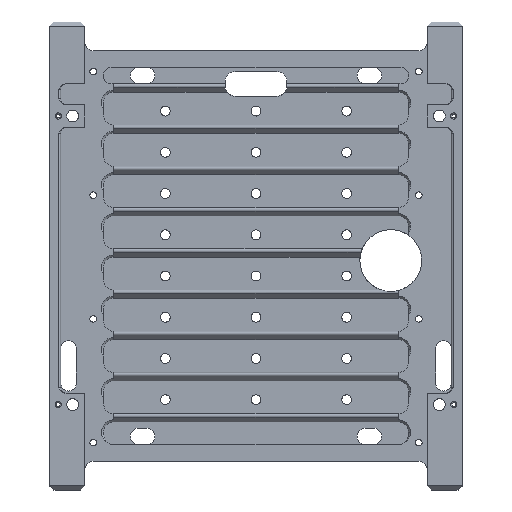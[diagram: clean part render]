
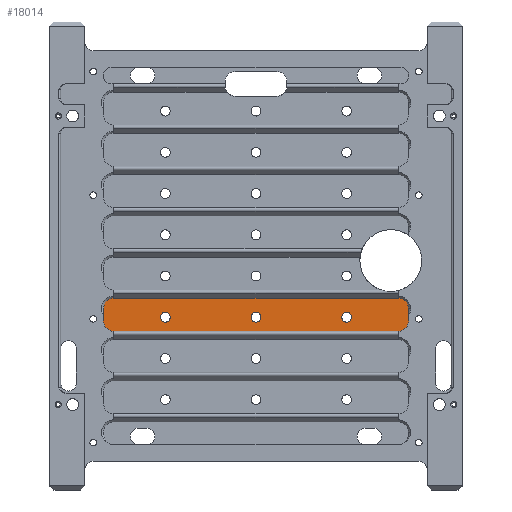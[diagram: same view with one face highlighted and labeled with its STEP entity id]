
A CAD part, top view. The second image highlights one B-rep face of the part: STEP entity #18014.
In plain terms, the highlighted planar face has unit normal (0, 0, 1).
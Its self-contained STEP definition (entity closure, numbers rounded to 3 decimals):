
#100 = FACE_BOUND ( 'NONE', #35134, .T. ) ;
#159 = VERTEX_POINT ( 'NONE', #15003 ) ;
#270 = DIRECTION ( 'NONE',  ( 0., 0., 1. ) ) ;
#353 = AXIS2_PLACEMENT_3D ( 'NONE', #6649, #20634, #41087 ) ;
#1518 = EDGE_CURVE ( 'NONE', #8260, #35473, #6817, .T. ) ;
#1598 = DIRECTION ( 'NONE',  ( 1., 0., 0. ) ) ;
#2716 = ORIENTED_EDGE ( 'NONE', *, *, #36805, .F. ) ;
#2770 = ORIENTED_EDGE ( 'NONE', *, *, #44120, .F. ) ;
#2830 = EDGE_CURVE ( 'NONE', #20703, #38601, #2868, .T. ) ;
#2868 = CIRCLE ( 'NONE', #17291, 1.2 ) ;
#2870 = VERTEX_POINT ( 'NONE', #28512 ) ;
#3711 = EDGE_CURVE ( 'NONE', #159, #11867, #4744, .T. ) ;
#4641 = VERTEX_POINT ( 'NONE', #18292 ) ;
#4744 = LINE ( 'NONE', #43013, #11599 ) ;
#6649 = CARTESIAN_POINT ( 'NONE',  ( 0., 0., 0. ) ) ;
#6817 = LINE ( 'NONE', #37447, #10110 ) ;
#7377 = EDGE_CURVE ( 'NONE', #27296, #35473, #17857, .T. ) ;
#8260 = VERTEX_POINT ( 'NONE', #26457 ) ;
#8658 = DIRECTION ( 'NONE',  ( 0., 0., 1. ) ) ;
#9268 = DIRECTION ( 'NONE',  ( 0., 0., 1. ) ) ;
#10110 = VECTOR ( 'NONE', #20577, 1000. ) ;
#10543 = CIRCLE ( 'NONE', #15569, 1.2 ) ;
#11071 = DIRECTION ( 'NONE',  ( 0., 1., 0. ) ) ;
#11599 = VECTOR ( 'NONE', #1598, 1000. ) ;
#11867 = VERTEX_POINT ( 'NONE', #23472 ) ;
#11917 = EDGE_LOOP ( 'NONE', ( #17132, #43034 ) ) ;
#11987 = EDGE_CURVE ( 'NONE', #20527, #4641, #41073, .T. ) ;
#12420 = ORIENTED_EDGE ( 'NONE', *, *, #1518, .F. ) ;
#12816 = DIRECTION ( 'NONE',  ( 0., 0., 1. ) ) ;
#12833 = AXIS2_PLACEMENT_3D ( 'NONE', #16615, #27411, #23388 ) ;
#12997 = CARTESIAN_POINT ( 'NONE',  ( 0., -14.85, 0. ) ) ;
#13022 = CARTESIAN_POINT ( 'NONE',  ( 34.5, -12.75, 0. ) ) ;
#13476 = DIRECTION ( 'NONE',  ( 0., 0., 1. ) ) ;
#14017 = DIRECTION ( 'NONE',  ( 1., 0., 0. ) ) ;
#14067 = FACE_OUTER_BOUND ( 'NONE', #29907, .T. ) ;
#14680 = ORIENTED_EDGE ( 'NONE', *, *, #18670, .T. ) ;
#14776 = CARTESIAN_POINT ( 'NONE',  ( 37., -15.75, 0. ) ) ;
#14898 = ORIENTED_EDGE ( 'NONE', *, *, #38063, .F. ) ;
#15003 = CARTESIAN_POINT ( 'NONE',  ( -34.5, -10.25, 0. ) ) ;
#15428 = CARTESIAN_POINT ( 'NONE',  ( 22., -14.85, 0. ) ) ;
#15569 = AXIS2_PLACEMENT_3D ( 'NONE', #43645, #12816, #26545 ) ;
#16615 = CARTESIAN_POINT ( 'NONE',  ( 34.5, -15.75, 0. ) ) ;
#16743 = DIRECTION ( 'NONE',  ( 1., 0., 0. ) ) ;
#16797 = PLANE ( 'NONE',  #353 ) ;
#17132 = ORIENTED_EDGE ( 'NONE', *, *, #27138, .F. ) ;
#17291 = AXIS2_PLACEMENT_3D ( 'NONE', #12997, #39362, #33067 ) ;
#17328 = CIRCLE ( 'NONE', #32400, 1.2 ) ;
#17857 = CIRCLE ( 'NONE', #12833, 2.5 ) ;
#18014 = ADVANCED_FACE ( 'NONE', ( #37069, #100, #34582, #14067 ), #16797, .T. ) ;
#18023 = ORIENTED_EDGE ( 'NONE', *, *, #7377, .T. ) ;
#18274 = CARTESIAN_POINT ( 'NONE',  ( -34.5, -15.75, 0. ) ) ;
#18292 = CARTESIAN_POINT ( 'NONE',  ( -34.5, -18.25, 0. ) ) ;
#18670 = EDGE_CURVE ( 'NONE', #8260, #11867, #29141, .T. ) ;
#18790 = VERTEX_POINT ( 'NONE', #22945 ) ;
#19318 = CARTESIAN_POINT ( 'NONE',  ( 20.8, -14.85, 0. ) ) ;
#19469 = ORIENTED_EDGE ( 'NONE', *, *, #24866, .F. ) ;
#19725 = CARTESIAN_POINT ( 'NONE',  ( -23.2, -14.85, 0. ) ) ;
#20094 = DIRECTION ( 'NONE',  ( 1., 0., 0. ) ) ;
#20133 = CARTESIAN_POINT ( 'NONE',  ( 22., -14.85, 0. ) ) ;
#20527 = VERTEX_POINT ( 'NONE', #44514 ) ;
#20577 = DIRECTION ( 'NONE',  ( 0., -1., 0. ) ) ;
#20634 = DIRECTION ( 'NONE',  ( 0., 0., 1. ) ) ;
#20703 = VERTEX_POINT ( 'NONE', #30047 ) ;
#21014 = CARTESIAN_POINT ( 'NONE',  ( 0., -14.85, 0. ) ) ;
#21579 = VERTEX_POINT ( 'NONE', #38180 ) ;
#22412 = DIRECTION ( 'NONE',  ( 1., 0., 0. ) ) ;
#22945 = CARTESIAN_POINT ( 'NONE',  ( 23.2, -14.85, 0. ) ) ;
#23012 = ORIENTED_EDGE ( 'NONE', *, *, #33320, .T. ) ;
#23388 = DIRECTION ( 'NONE',  ( 1., 0., 0. ) ) ;
#23472 = CARTESIAN_POINT ( 'NONE',  ( 34.5, -10.25, 0. ) ) ;
#24137 = AXIS2_PLACEMENT_3D ( 'NONE', #13022, #13476, #37565 ) ;
#24183 = DIRECTION ( 'NONE',  ( 0., 0., 1. ) ) ;
#24866 = EDGE_CURVE ( 'NONE', #20527, #2870, #41460, .T. ) ;
#24958 = CIRCLE ( 'NONE', #32160, 1.2 ) ;
#25150 = CARTESIAN_POINT ( 'NONE',  ( -37., -18.25, 0. ) ) ;
#25781 = EDGE_CURVE ( 'NONE', #27296, #4641, #35957, .T. ) ;
#25906 = VERTEX_POINT ( 'NONE', #19725 ) ;
#26247 = EDGE_LOOP ( 'NONE', ( #35921, #2770 ) ) ;
#26457 = CARTESIAN_POINT ( 'NONE',  ( 37., -12.75, 0. ) ) ;
#26492 = CARTESIAN_POINT ( 'NONE',  ( 1.2, -14.85, 0. ) ) ;
#26545 = DIRECTION ( 'NONE',  ( 1., 0., 0. ) ) ;
#26826 = CARTESIAN_POINT ( 'NONE',  ( -22., -14.85, 0. ) ) ;
#27138 = EDGE_CURVE ( 'NONE', #36028, #18790, #33951, .T. ) ;
#27296 = VERTEX_POINT ( 'NONE', #43690 ) ;
#27411 = DIRECTION ( 'NONE',  ( 0., 0., 1. ) ) ;
#28422 = AXIS2_PLACEMENT_3D ( 'NONE', #44438, #24183, #30928 ) ;
#28512 = CARTESIAN_POINT ( 'NONE',  ( -37., -12.75, 0. ) ) ;
#28852 = ORIENTED_EDGE ( 'NONE', *, *, #25781, .F. ) ;
#29141 = CIRCLE ( 'NONE', #24137, 2.5 ) ;
#29579 = VECTOR ( 'NONE', #35744, 1000. ) ;
#29907 = EDGE_LOOP ( 'NONE', ( #33068, #23012, #19469, #41686, #28852, #18023, #12420, #14680 ) ) ;
#30047 = CARTESIAN_POINT ( 'NONE',  ( -1.2, -14.85, 0. ) ) ;
#30928 = DIRECTION ( 'NONE',  ( 1., 0., 0. ) ) ;
#32160 = AXIS2_PLACEMENT_3D ( 'NONE', #26826, #9268, #20094 ) ;
#32400 = AXIS2_PLACEMENT_3D ( 'NONE', #15428, #8658, #22412 ) ;
#33067 = DIRECTION ( 'NONE',  ( 1., 0., 0. ) ) ;
#33068 = ORIENTED_EDGE ( 'NONE', *, *, #3711, .F. ) ;
#33320 = EDGE_CURVE ( 'NONE', #159, #2870, #39918, .T. ) ;
#33646 = VECTOR ( 'NONE', #11071, 1000. ) ;
#33867 = DIRECTION ( 'NONE',  ( 0., 0., 1. ) ) ;
#33951 = CIRCLE ( 'NONE', #43984, 1.2 ) ;
#34582 = FACE_BOUND ( 'NONE', #11917, .T. ) ;
#34950 = DIRECTION ( 'NONE',  ( 1., 0., 0. ) ) ;
#35134 = EDGE_LOOP ( 'NONE', ( #2716, #14898 ) ) ;
#35389 = DIRECTION ( 'NONE',  ( 0., 0., 1. ) ) ;
#35473 = VERTEX_POINT ( 'NONE', #14776 ) ;
#35569 = AXIS2_PLACEMENT_3D ( 'NONE', #21014, #270, #14017 ) ;
#35744 = DIRECTION ( 'NONE',  ( -1., 0., 0. ) ) ;
#35921 = ORIENTED_EDGE ( 'NONE', *, *, #2830, .F. ) ;
#35957 = LINE ( 'NONE', #25150, #29579 ) ;
#36028 = VERTEX_POINT ( 'NONE', #19318 ) ;
#36805 = EDGE_CURVE ( 'NONE', #25906, #21579, #10543, .T. ) ;
#37069 = FACE_BOUND ( 'NONE', #26247, .T. ) ;
#37447 = CARTESIAN_POINT ( 'NONE',  ( 37., 45.75, 0. ) ) ;
#37565 = DIRECTION ( 'NONE',  ( 1., 0., 0. ) ) ;
#37874 = CARTESIAN_POINT ( 'NONE',  ( -37., 45.75, 0. ) ) ;
#38063 = EDGE_CURVE ( 'NONE', #21579, #25906, #24958, .T. ) ;
#38180 = CARTESIAN_POINT ( 'NONE',  ( -20.8, -14.85, 0. ) ) ;
#38601 = VERTEX_POINT ( 'NONE', #26492 ) ;
#39362 = DIRECTION ( 'NONE',  ( 0., 0., 1. ) ) ;
#39629 = AXIS2_PLACEMENT_3D ( 'NONE', #18274, #35389, #34950 ) ;
#39918 = CIRCLE ( 'NONE', #28422, 2.5 ) ;
#41073 = CIRCLE ( 'NONE', #39629, 2.5 ) ;
#41087 = DIRECTION ( 'NONE',  ( 1., 0., 0. ) ) ;
#41161 = EDGE_CURVE ( 'NONE', #18790, #36028, #17328, .T. ) ;
#41460 = LINE ( 'NONE', #37874, #33646 ) ;
#41686 = ORIENTED_EDGE ( 'NONE', *, *, #11987, .T. ) ;
#43013 = CARTESIAN_POINT ( 'NONE',  ( -37., -10.25, 0. ) ) ;
#43034 = ORIENTED_EDGE ( 'NONE', *, *, #41161, .F. ) ;
#43434 = CIRCLE ( 'NONE', #35569, 1.2 ) ;
#43645 = CARTESIAN_POINT ( 'NONE',  ( -22., -14.85, 0. ) ) ;
#43690 = CARTESIAN_POINT ( 'NONE',  ( 34.5, -18.25, 0. ) ) ;
#43984 = AXIS2_PLACEMENT_3D ( 'NONE', #20133, #33867, #16743 ) ;
#44120 = EDGE_CURVE ( 'NONE', #38601, #20703, #43434, .T. ) ;
#44438 = CARTESIAN_POINT ( 'NONE',  ( -34.5, -12.75, 0. ) ) ;
#44514 = CARTESIAN_POINT ( 'NONE',  ( -37., -15.75, 0. ) ) ;
